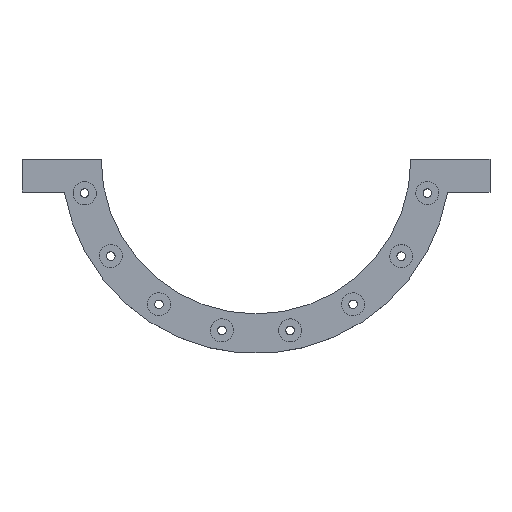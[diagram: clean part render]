
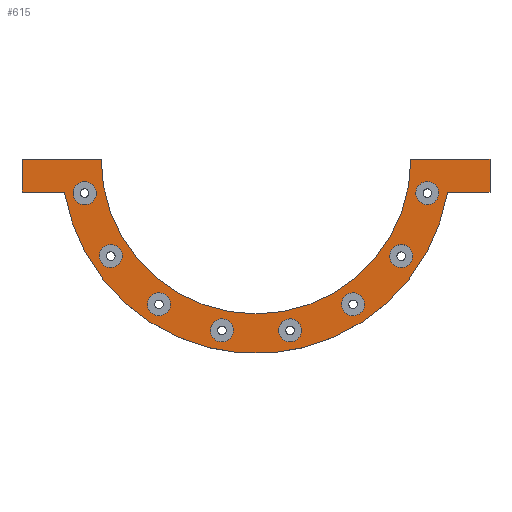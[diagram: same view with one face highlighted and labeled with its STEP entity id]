
A CAD part, top view. The second image highlights one B-rep face of the part: STEP entity #615.
In plain terms, the highlighted planar face has unit normal (0, 0, 1).
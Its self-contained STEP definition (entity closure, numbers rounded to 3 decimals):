
#27=FACE_BOUND('',#142,.T.);
#28=FACE_BOUND('',#143,.T.);
#29=FACE_BOUND('',#144,.T.);
#30=FACE_BOUND('',#145,.T.);
#31=FACE_BOUND('',#146,.T.);
#32=FACE_BOUND('',#147,.T.);
#33=FACE_BOUND('',#148,.T.);
#34=FACE_BOUND('',#149,.T.);
#57=PLANE('',#714);
#93=FACE_OUTER_BOUND('',#141,.T.);
#141=EDGE_LOOP('',(#529,#530,#531,#532,#533,#534,#535,#536));
#142=EDGE_LOOP('',(#537));
#143=EDGE_LOOP('',(#538));
#144=EDGE_LOOP('',(#539));
#145=EDGE_LOOP('',(#540));
#146=EDGE_LOOP('',(#541));
#147=EDGE_LOOP('',(#542));
#148=EDGE_LOOP('',(#543));
#149=EDGE_LOOP('',(#544));
#177=LINE('',#1028,#215);
#181=LINE('',#1036,#219);
#184=LINE('',#1042,#222);
#188=LINE('',#1054,#226);
#191=LINE('',#1060,#229);
#194=LINE('',#1066,#232);
#215=VECTOR('',#862,10.);
#219=VECTOR('',#868,10.);
#222=VECTOR('',#873,10.);
#226=VECTOR('',#885,10.);
#229=VECTOR('',#890,10.);
#232=VECTOR('',#895,10.);
#241=CIRCLE('',#650,17.5);
#245=CIRCLE('',#657,17.5);
#249=CIRCLE('',#664,17.5);
#253=CIRCLE('',#671,17.5);
#257=CIRCLE('',#678,17.5);
#261=CIRCLE('',#685,17.5);
#265=CIRCLE('',#692,17.5);
#269=CIRCLE('',#699,17.5);
#271=CIRCLE('',#706,295.);
#273=CIRCLE('',#712,235.);
#281=VERTEX_POINT('',#927);
#285=VERTEX_POINT('',#940);
#289=VERTEX_POINT('',#953);
#293=VERTEX_POINT('',#966);
#297=VERTEX_POINT('',#979);
#301=VERTEX_POINT('',#992);
#305=VERTEX_POINT('',#1005);
#309=VERTEX_POINT('',#1018);
#311=VERTEX_POINT('',#1026);
#312=VERTEX_POINT('',#1027);
#315=VERTEX_POINT('',#1035);
#317=VERTEX_POINT('',#1041);
#319=VERTEX_POINT('',#1047);
#321=VERTEX_POINT('',#1053);
#323=VERTEX_POINT('',#1059);
#325=VERTEX_POINT('',#1065);
#335=EDGE_CURVE('',#281,#281,#241,.T.);
#341=EDGE_CURVE('',#285,#285,#245,.T.);
#347=EDGE_CURVE('',#289,#289,#249,.T.);
#353=EDGE_CURVE('',#293,#293,#253,.T.);
#359=EDGE_CURVE('',#297,#297,#257,.T.);
#365=EDGE_CURVE('',#301,#301,#261,.T.);
#371=EDGE_CURVE('',#305,#305,#265,.T.);
#377=EDGE_CURVE('',#309,#309,#269,.T.);
#381=EDGE_CURVE('',#311,#312,#177,.T.);
#385=EDGE_CURVE('',#312,#315,#181,.T.);
#388=EDGE_CURVE('',#315,#317,#184,.T.);
#391=EDGE_CURVE('',#317,#319,#271,.T.);
#394=EDGE_CURVE('',#319,#321,#188,.T.);
#397=EDGE_CURVE('',#321,#323,#191,.T.);
#400=EDGE_CURVE('',#323,#325,#194,.T.);
#403=EDGE_CURVE('',#325,#311,#273,.T.);
#529=ORIENTED_EDGE('',*,*,#403,.T.);
#530=ORIENTED_EDGE('',*,*,#381,.T.);
#531=ORIENTED_EDGE('',*,*,#385,.T.);
#532=ORIENTED_EDGE('',*,*,#388,.T.);
#533=ORIENTED_EDGE('',*,*,#391,.T.);
#534=ORIENTED_EDGE('',*,*,#394,.T.);
#535=ORIENTED_EDGE('',*,*,#397,.T.);
#536=ORIENTED_EDGE('',*,*,#400,.T.);
#537=ORIENTED_EDGE('',*,*,#335,.T.);
#538=ORIENTED_EDGE('',*,*,#341,.T.);
#539=ORIENTED_EDGE('',*,*,#347,.T.);
#540=ORIENTED_EDGE('',*,*,#353,.T.);
#541=ORIENTED_EDGE('',*,*,#359,.T.);
#542=ORIENTED_EDGE('',*,*,#365,.T.);
#543=ORIENTED_EDGE('',*,*,#371,.T.);
#544=ORIENTED_EDGE('',*,*,#377,.T.);
#615=ADVANCED_FACE('',(#93,#27,#28,#29,#30,#31,#32,#33,#34),#57,.T.);
#650=AXIS2_PLACEMENT_3D('',#928,#740,#741);
#657=AXIS2_PLACEMENT_3D('',#941,#756,#757);
#664=AXIS2_PLACEMENT_3D('',#954,#772,#773);
#671=AXIS2_PLACEMENT_3D('',#967,#788,#789);
#678=AXIS2_PLACEMENT_3D('',#980,#804,#805);
#685=AXIS2_PLACEMENT_3D('',#993,#820,#821);
#692=AXIS2_PLACEMENT_3D('',#1006,#836,#837);
#699=AXIS2_PLACEMENT_3D('',#1019,#852,#853);
#706=AXIS2_PLACEMENT_3D('',#1048,#878,#879);
#712=AXIS2_PLACEMENT_3D('',#1071,#900,#901);
#714=AXIS2_PLACEMENT_3D('',#1073,#904,#905);
#740=DIRECTION('center_axis',(0.,0.,-1.));
#741=DIRECTION('ref_axis',(0.,-1.,0.));
#756=DIRECTION('center_axis',(0.,0.,-1.));
#757=DIRECTION('ref_axis',(0.383,-0.924,0.));
#772=DIRECTION('center_axis',(0.,0.,-1.));
#773=DIRECTION('ref_axis',(0.707,-0.707,0.));
#788=DIRECTION('center_axis',(0.,0.,-1.));
#789=DIRECTION('ref_axis',(0.924,-0.383,0.));
#804=DIRECTION('center_axis',(0.,0.,-1.));
#805=DIRECTION('ref_axis',(0.924,0.383,0.));
#820=DIRECTION('center_axis',(0.,0.,-1.));
#821=DIRECTION('ref_axis',(0.707,0.707,0.));
#836=DIRECTION('center_axis',(0.,0.,-1.));
#837=DIRECTION('ref_axis',(0.383,0.924,0.));
#852=DIRECTION('center_axis',(0.,0.,-1.));
#853=DIRECTION('ref_axis',(1.,0.,0.));
#862=DIRECTION('',(-1.,0.,0.));
#868=DIRECTION('',(0.,-1.,0.));
#873=DIRECTION('',(1.,0.,0.));
#878=DIRECTION('center_axis',(0.,0.,1.));
#879=DIRECTION('ref_axis',(1.,0.,0.));
#885=DIRECTION('',(1.,0.,0.));
#890=DIRECTION('',(0.,1.,0.));
#895=DIRECTION('',(-1.,0.,0.));
#900=DIRECTION('center_axis',(0.,0.,-1.));
#901=DIRECTION('ref_axis',(-1.,0.,0.));
#904=DIRECTION('center_axis',(0.,0.,1.));
#905=DIRECTION('ref_axis',(1.,0.,0.));
#927=CARTESIAN_POINT('',(-259.908,-34.199,0.));
#928=CARTESIAN_POINT('Origin',(-259.908,-51.699,0.));
#940=CARTESIAN_POINT('',(-227.036,-131.058,0.));
#941=CARTESIAN_POINT('Origin',(-220.339,-147.226,0.));
#953=CARTESIAN_POINT('',(-159.6,-207.965,0.));
#954=CARTESIAN_POINT('Origin',(-147.226,-220.339,0.));
#966=CARTESIAN_POINT('',(-67.867,-253.211,0.));
#967=CARTESIAN_POINT('Origin',(-51.699,-259.908,0.));
#979=CARTESIAN_POINT('',(131.058,-227.036,0.));
#980=CARTESIAN_POINT('Origin',(147.226,-220.339,0.));
#992=CARTESIAN_POINT('',(207.965,-159.6,0.));
#993=CARTESIAN_POINT('Origin',(220.339,-147.226,0.));
#1005=CARTESIAN_POINT('',(253.211,-67.867,0.));
#1006=CARTESIAN_POINT('Origin',(259.908,-51.699,0.));
#1018=CARTESIAN_POINT('',(34.199,-259.908,0.));
#1019=CARTESIAN_POINT('Origin',(51.699,-259.908,0.));
#1026=CARTESIAN_POINT('',(-235.,0.,0.));
#1027=CARTESIAN_POINT('',(-355.,0.,0.));
#1028=CARTESIAN_POINT('',(-235.,0.,0.));
#1035=CARTESIAN_POINT('',(-355.,-50.,0.));
#1036=CARTESIAN_POINT('',(-355.,0.,0.));
#1041=CARTESIAN_POINT('',(-290.732,-50.,0.));
#1042=CARTESIAN_POINT('',(-355.,-50.,0.));
#1047=CARTESIAN_POINT('',(290.732,-50.,0.));
#1048=CARTESIAN_POINT('Origin',(0.,0.,0.));
#1053=CARTESIAN_POINT('',(355.,-50.,0.));
#1054=CARTESIAN_POINT('',(290.732,-50.,0.));
#1059=CARTESIAN_POINT('',(355.,0.,0.));
#1060=CARTESIAN_POINT('',(355.,-50.,0.));
#1065=CARTESIAN_POINT('',(235.,0.,0.));
#1066=CARTESIAN_POINT('',(355.,0.,0.));
#1071=CARTESIAN_POINT('Origin',(0.,0.,0.));
#1073=CARTESIAN_POINT('Origin',(0.,-147.5,0.));
